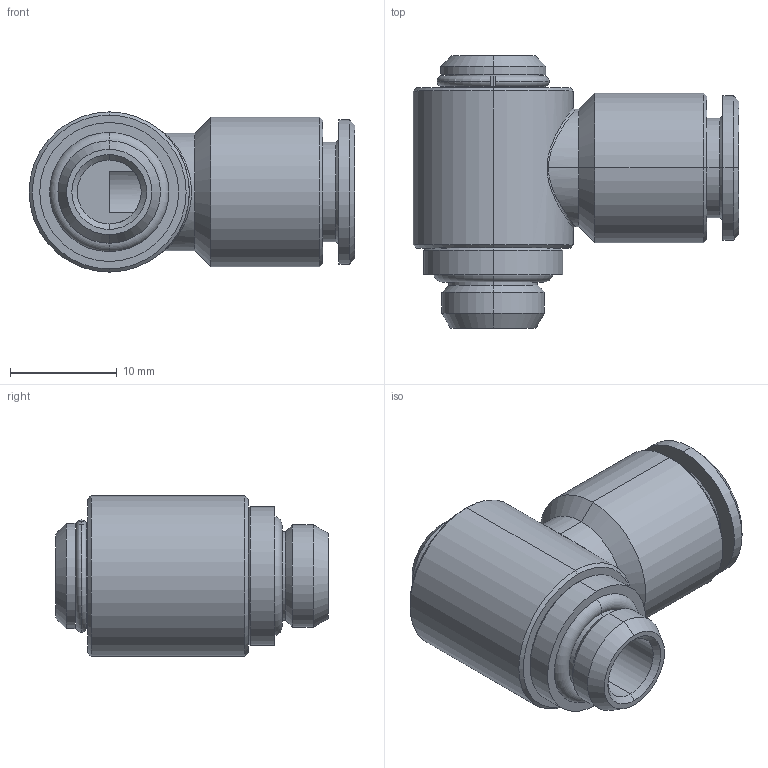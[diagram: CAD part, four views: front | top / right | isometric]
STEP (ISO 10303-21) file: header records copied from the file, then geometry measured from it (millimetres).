
FILE_DESCRIPTION (( 'STEP AP203' ), '1' );
FILE_NAME ('B0100041.STEP', '2011-03-25T10:31:10', ( '' ), ( 'sopra-pneumatic' ), 'SwSTEP 2.0', 'SolidWorks 2009', '' );
FILE_SCHEMA (( 'CONFIG_CONTROL_DESIGN' ));
Length unit declared in the file: millimetre
Products named in the file (1): B0100041
Bounding box: 30.5 x 25.5 x 15 mm (x, y, z)
Volume: 4216.3 mm3; surface area: 3210.5 mm2
Topology: 2 solids, 2 shells, 84 faces, 176 edges, 106 vertices
Faces by surface type: cylinder 30, cone 26, plane 22, torus 4, bspline 2
Entity records: 3415 total; most frequent: CARTESIAN_POINT 1516, DIRECTION 409, ORIENTED_EDGE 352, EDGE_CURVE 176, AXIS2_PLACEMENT_3D 169, VERTEX_POINT 106, EDGE_LOOP 96, CIRCLE 86
